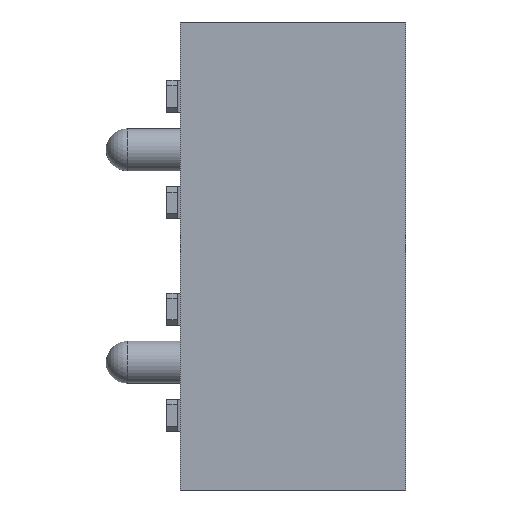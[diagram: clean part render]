
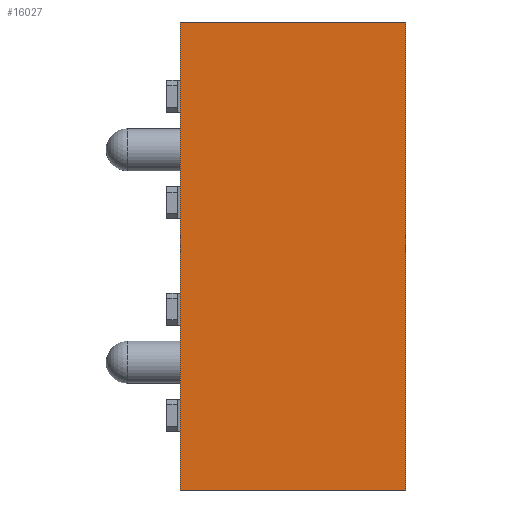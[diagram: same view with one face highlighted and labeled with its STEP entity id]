
A CAD part, front view. The second image highlights one B-rep face of the part: STEP entity #16027.
In plain terms, the highlighted planar face has unit normal (0, -1, 0).
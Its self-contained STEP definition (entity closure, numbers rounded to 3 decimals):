
#695=PLANE('',#17546);
#1545=FACE_OUTER_BOUND('',#2417,.T.);
#2417=EDGE_LOOP('',(#14331,#14332,#14333,#14334));
#4506=LINE('',#29979,#6036);
#4545=LINE('',#30059,#6075);
#4546=LINE('',#30060,#6076);
#4547=LINE('',#30061,#6077);
#6036=VECTOR('',#21747,1.);
#6075=VECTOR('',#21792,1.);
#6076=VECTOR('',#21793,1.);
#6077=VECTOR('',#21794,1.);
#7637=VERTEX_POINT('',#29972);
#7640=VERTEX_POINT('',#29977);
#7677=VERTEX_POINT('',#30057);
#7678=VERTEX_POINT('',#30058);
#9928=EDGE_CURVE('',#7640,#7637,#4506,.T.);
#9967=EDGE_CURVE('',#7677,#7678,#4545,.T.);
#9968=EDGE_CURVE('',#7637,#7678,#4546,.T.);
#9969=EDGE_CURVE('',#7640,#7677,#4547,.T.);
#14331=ORIENTED_EDGE('',*,*,#9967,.T.);
#14332=ORIENTED_EDGE('',*,*,#9968,.F.);
#14333=ORIENTED_EDGE('',*,*,#9928,.F.);
#14334=ORIENTED_EDGE('',*,*,#9969,.T.);
#16027=ADVANCED_FACE('',(#1545),#695,.F.);
#17546=AXIS2_PLACEMENT_3D('',#30056,#21790,#21791);
#21747=DIRECTION('',(0.,0.,-1.));
#21790=DIRECTION('center_axis',(0.,1.,0.));
#21791=DIRECTION('ref_axis',(0.,0.,1.));
#21792=DIRECTION('',(0.,0.,-1.));
#21793=DIRECTION('',(-1.,0.,0.));
#21794=DIRECTION('',(-1.,0.,0.));
#29972=CARTESIAN_POINT('',(1.358,-0.899,-3.425));
#29977=CARTESIAN_POINT('',(1.358,-0.899,0.975));
#29979=CARTESIAN_POINT('',(1.358,-0.899,0.975));
#30056=CARTESIAN_POINT('Origin',(1.358,-0.899,0.975));
#30057=CARTESIAN_POINT('',(-0.762,-0.899,0.975));
#30058=CARTESIAN_POINT('',(-0.762,-0.899,-3.425));
#30059=CARTESIAN_POINT('',(-0.762,-0.899,0.975));
#30060=CARTESIAN_POINT('',(1.358,-0.899,-3.425));
#30061=CARTESIAN_POINT('',(1.358,-0.899,0.975));
